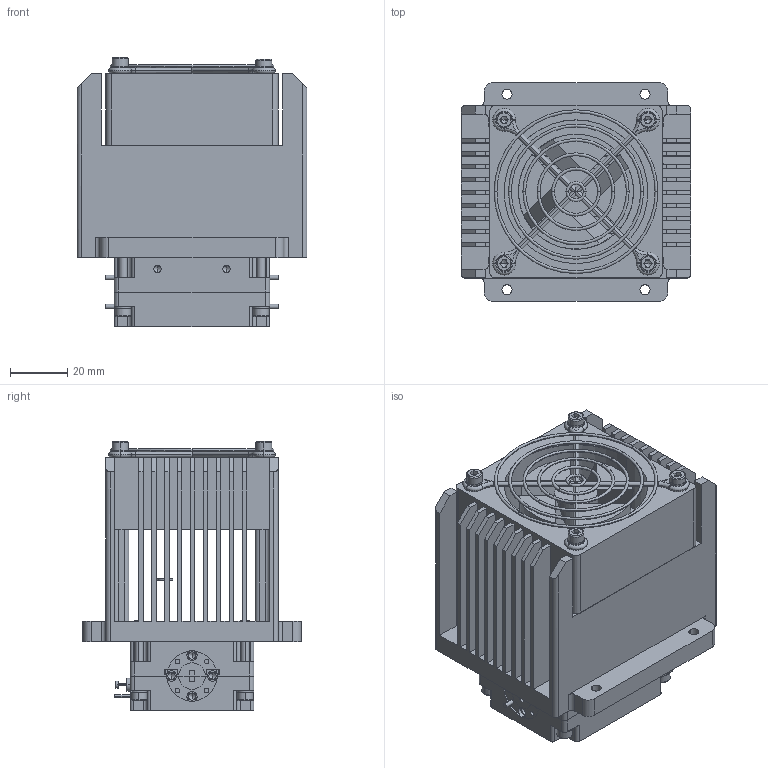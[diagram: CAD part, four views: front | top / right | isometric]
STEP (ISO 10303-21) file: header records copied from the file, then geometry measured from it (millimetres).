
FILE_DESCRIPTION (( 'STEP AP214' ), '1' );
FILE_NAME ('BP-HV-H1.STEP', '2025-02-19T23:53:52', ( '' ), ( '' ), 'SwSTEP 2.0', 'SolidWorks 2021', '' );
FILE_SCHEMA (( 'AUTOMOTIVE_DESIGN' ));
Length unit declared in the file: inch
Products named in the file (1): BP-HV-H1
Bounding box: 80 x 76 x 93.6 mm (x, y, z)
Volume: 215522.8 mm3; surface area: 131828 mm2
Topology: 43 solids, 43 shells, 1337 faces, 3416 edges, 2149 vertices
Faces by surface type: plane 626, cylinder 489, cone 138, torus 84
Entity records: 58121 total; most frequent: DIRECTION 7270, CARTESIAN_POINT 7103, ORIENTED_EDGE 6684, EDGE_CURVE 3342, AXIS2_PLACEMENT_3D 2650, VERTEX_POINT 2149, VECTOR 1970, LINE 1970
